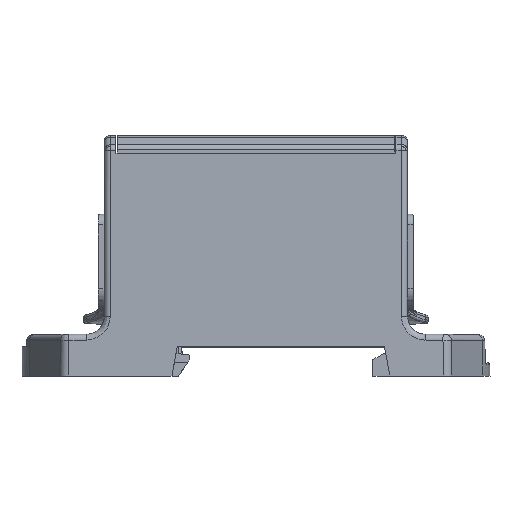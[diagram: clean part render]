
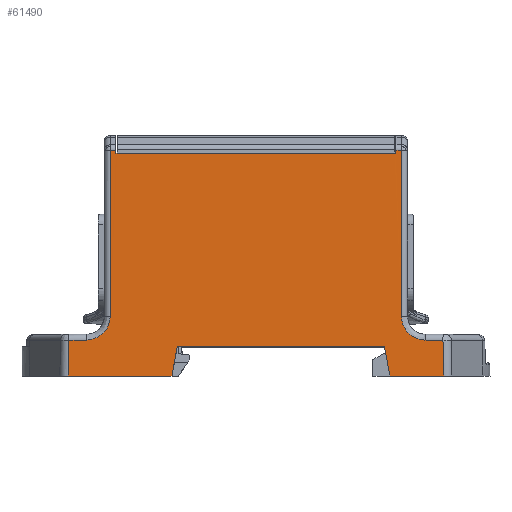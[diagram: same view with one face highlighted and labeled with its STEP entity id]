
A CAD part, top view. The second image highlights one B-rep face of the part: STEP entity #61490.
In plain terms, the highlighted planar face has unit normal (0, 0.009, 1).
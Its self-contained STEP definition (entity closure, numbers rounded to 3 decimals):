
#17710=CARTESIAN_POINT('',(-34.11,-0.,22.319));
#17720=VERTEX_POINT('',#17710);
#17750=CARTESIAN_POINT('',(0.,0.,22.319));
#17760=DIRECTION('',(1.,0.,0.));
#17770=VECTOR('',#17760,1.);
#17780=LINE('',#17750,#17770);
#17790=CARTESIAN_POINT('',(-16.482,0.,22.319));
#17800=VERTEX_POINT('',#17790);
#17810=EDGE_CURVE('',#17720,#17800,#17780,.T.);
#50300=CARTESIAN_POINT('',(19.776,4.,
22.284));
#50310=VERTEX_POINT('',#50300);
#56550=CARTESIAN_POINT('',(20.482,0.,22.319));
#56560=VERTEX_POINT('',#56550);
#56590=CARTESIAN_POINT('',(-4.5,0.,22.319));
#56600=DIRECTION('',(1.,0.,0.));
#56610=VECTOR('',#56600,1.);
#56620=LINE('',#56590,#56610);
#56630=CARTESIAN_POINT('',(29.61,0.,
22.319));
#56640=VERTEX_POINT('',#56630);
#56650=EDGE_CURVE('',#56560,#56640,#56620,.T.);
#59670=CARTESIAN_POINT('',(-17.716,20.964,
22.136));
#59680=DIRECTION('',(-0.,0.009,1.));
#59690=DIRECTION('',(1.,0.,0.));
#59700=AXIS2_PLACEMENT_3D('',#59670,#59680,#59690);
#59710=PLANE('',#59700);
#59720=CARTESIAN_POINT('',(-25.674,0.5,22.319));
#59730=DIRECTION('',(-0.009,1.,
-0.009));
#59740=VECTOR('',#59730,1.);
#59750=LINE('',#59720,#59740);
#59760=CARTESIAN_POINT('',(-26.004,37.829,21.989));
#59770=VERTEX_POINT('',#59760);
#59780=CARTESIAN_POINT('',(-26.009,38.364,
21.984));
#59790=VERTEX_POINT('',#59780);
#59800=EDGE_CURVE('',#59770,#59790,#59750,.T.);
#59810=ORIENTED_EDGE('',*,*,#59800,.T.);
#59820=CARTESIAN_POINT('',(0.,37.829,21.993));
#59830=DIRECTION('',(1.,0.,0.));
#59840=VECTOR('',#59830,1.);
#59850=LINE('',#59820,#59840);
#59860=CARTESIAN_POINT('',(-25.8,37.829,21.994));
#59870=VERTEX_POINT('',#59860);
#59880=EDGE_CURVE('',#59770,#59870,#59850,.T.);
#59890=ORIENTED_EDGE('',*,*,#59880,.F.);
#59900=CARTESIAN_POINT('',(-25.8,37.829,21.994));
#59910=CARTESIAN_POINT('',(-21.875,37.829,21.994));
#59920=CARTESIAN_POINT('',(-17.95,37.829,21.994));
#59930=CARTESIAN_POINT('',(-10.1,37.829,21.994));
#59940=CARTESIAN_POINT('',(-6.175,37.829,
21.994));
#59950=CARTESIAN_POINT('',(1.675,37.829,21.994));
#59960=CARTESIAN_POINT('',(5.6,37.829,
21.994));
#59970=CARTESIAN_POINT('',(13.45,37.829,21.994));
#59980=CARTESIAN_POINT('',(17.375,37.829,21.994));
#59990=CARTESIAN_POINT('',(21.3,37.829,21.994));
#60000=B_SPLINE_CURVE_WITH_KNOTS('',3,(#59900,#59910,#59920,#59930,
#59940,#59950,#59960,#59970,#59980,#59990),.UNSPECIFIED.,.F.,.F.,(4,2,2,
2,4),(0.,11.775,23.55,35.325,47.1),.UNSPECIFIED.);
#60010=CARTESIAN_POINT('',(21.3,37.829,21.994));
#60020=VERTEX_POINT('',#60010);
#60030=EDGE_CURVE('',#59870,#60020,#60000,.T.);
#60040=ORIENTED_EDGE('',*,*,#60030,.F.);
#60050=CARTESIAN_POINT('',(21.504,37.829,21.989));
#60060=VERTEX_POINT('',#60050);
#60070=EDGE_CURVE('',#60020,#60060,#59850,.T.);
#60080=ORIENTED_EDGE('',*,*,#60070,.F.);
#60090=CARTESIAN_POINT('',(21.174,0.5,22.319));
#60100=DIRECTION('',(-0.009,-1.,
0.009));
#60110=VECTOR('',#60100,1.);
#60120=LINE('',#60090,#60110);
#60130=CARTESIAN_POINT('',(21.509,38.363,
21.984));
#60140=VERTEX_POINT('',#60130);
#60150=EDGE_CURVE('',#60140,#60060,#60120,.T.);
#60160=ORIENTED_EDGE('',*,*,#60150,.T.);
#60170=CARTESIAN_POINT('',(0.,38.363,21.984));
#60180=DIRECTION('',(-1.,0.,0.));
#60190=VECTOR('',#60180,1.);
#60200=LINE('',#60170,#60190);
#60210=CARTESIAN_POINT('',(22.5,38.363,21.984));
#60220=VERTEX_POINT('',#60210);
#60230=EDGE_CURVE('',#60220,#60140,#60200,.T.);
#60240=ORIENTED_EDGE('',*,*,#60230,.T.);
#60250=CARTESIAN_POINT('',(22.5,0.009,22.319));
#60260=DIRECTION('',(0.,1.,-0.009));
#60270=VECTOR('',#60260,1.);
#60280=LINE('',#60250,#60270);
#60290=CARTESIAN_POINT('',(22.5,10.105,22.231));
#60300=VERTEX_POINT('',#60290);
#60310=EDGE_CURVE('',#60300,#60220,#60280,.T.);
#60320=ORIENTED_EDGE('',*,*,#60310,.T.);
#60330=CARTESIAN_POINT('',(22.5,10.105,22.231));
#60340=CARTESIAN_POINT('',(22.5,10.051,
22.231));
#60350=CARTESIAN_POINT('',(22.501,9.997,
22.232));
#60360=CARTESIAN_POINT('',(22.525,9.412,
22.237));
#60370=CARTESIAN_POINT('',(22.652,8.889,
22.241));
#60380=CARTESIAN_POINT('',(23.074,7.989,
22.249));
#60390=CARTESIAN_POINT('',(23.34,7.61,
22.252));
#60400=CARTESIAN_POINT('',(23.664,7.284,
22.255));
#60410=CARTESIAN_POINT('',(24.131,6.814,
22.259));
#60420=CARTESIAN_POINT('',(24.709,6.467,
22.262));
#60430=CARTESIAN_POINT('',(25.657,6.181,
22.265));
#60440=CARTESIAN_POINT('',(25.98,6.126,
22.265));
#60450=CARTESIAN_POINT('',(26.358,6.107,
22.266));
#60460=CARTESIAN_POINT('',(26.411,6.105,
22.266));
#60470=CARTESIAN_POINT('',(26.465,6.105,
22.266));
#60480=B_SPLINE_CURVE_WITH_KNOTS('',3,(#60330,#60340,#60350,#60360,
#60370,#60380,#60390,#60400,#60410,#60420,#60430,#60440,#60450,#60460,
#60470),.UNSPECIFIED.,.F.,.F.,(4,2,2,3,2,2,4),(0.,0.142,
1.541,2.744,4.481,5.338,
5.48),.UNSPECIFIED.);
#60490=CARTESIAN_POINT('',(26.465,6.105,
22.266));
#60500=VERTEX_POINT('',#60490);
#60510=EDGE_CURVE('',#60300,#60500,#60480,.T.);
#60520=ORIENTED_EDGE('',*,*,#60510,.F.);
#60530=CARTESIAN_POINT('',(0.,6.336,22.264));
#60540=DIRECTION('',(1.,-0.009,
0.));
#60550=VECTOR('',#60540,1.);
#60560=LINE('',#60530,#60550);
#60570=CARTESIAN_POINT('',(29.516,6.078,
22.266));
#60580=VERTEX_POINT('',#60570);
#60590=EDGE_CURVE('',#60500,#60580,#60560,.T.);
#60600=ORIENTED_EDGE('',*,*,#60590,.F.);
#60610=CARTESIAN_POINT('',(29.61,0.013,
22.319));
#60620=DIRECTION('',(0.015,-1.,
0.009));
#60630=VECTOR('',#60620,1.);
#60640=LINE('',#60610,#60630);
#60650=EDGE_CURVE('',#60580,#56640,#60640,.T.);
#60660=ORIENTED_EDGE('',*,*,#60650,.F.);
#60670=ORIENTED_EDGE('',*,*,#56650,.T.);
#60680=CARTESIAN_POINT('',(19.776,4.,
22.284));
#60690=DIRECTION('',(0.174,-0.985,
0.009));
#60700=VECTOR('',#60690,1.);
#60710=LINE('',#60680,#60700);
#60720=EDGE_CURVE('',#50310,#56560,#60710,.T.);
#60730=ORIENTED_EDGE('',*,*,#60720,.T.);
#60740=CARTESIAN_POINT('',(19.6,5.,22.275));
#60750=DIRECTION('',(0.174,-0.985,
0.009));
#60760=VECTOR('',#60750,1.);
#60770=LINE('',#60740,#60760);
#60780=CARTESIAN_POINT('',(19.6,5.,22.275));
#60790=VERTEX_POINT('',#60780);
#60800=EDGE_CURVE('',#60790,#50310,#60770,.T.);
#60810=ORIENTED_EDGE('',*,*,#60800,.T.);
#60820=CARTESIAN_POINT('',(19.6,5.,22.275));
#60830=DIRECTION('',(-1.,0.,0.));
#60840=VECTOR('',#60830,1.);
#60850=LINE('',#60820,#60840);
#60860=CARTESIAN_POINT('',(-15.6,5.,22.275));
#60870=VERTEX_POINT('',#60860);
#60880=EDGE_CURVE('',#60790,#60870,#60850,.T.);
#60890=ORIENTED_EDGE('',*,*,#60880,.F.);
#60900=CARTESIAN_POINT('',(-15.6,5.,22.275));
#60910=DIRECTION('',(-0.174,-0.985,
0.009));
#60920=VECTOR('',#60910,1.);
#60930=LINE('',#60900,#60920);
#60940=EDGE_CURVE('',#60870,#17800,#60930,.T.);
#60950=ORIENTED_EDGE('',*,*,#60940,.F.);
#60960=ORIENTED_EDGE('',*,*,#17810,.T.);
#60970=CARTESIAN_POINT('',(-34.11,0.013,
22.319));
#60980=DIRECTION('',(0.015,1.,
-0.009));
#60990=VECTOR('',#60980,1.);
#61000=LINE('',#60970,#60990);
#61010=CARTESIAN_POINT('',(-34.016,6.078,
22.266));
#61020=VERTEX_POINT('',#61010);
#61030=EDGE_CURVE('',#17720,#61020,#61000,.T.);
#61040=ORIENTED_EDGE('',*,*,#61030,.F.);
#61050=CARTESIAN_POINT('',(0.,6.375,22.263));
#61060=DIRECTION('',(1.,0.009,
0.));
#61070=VECTOR('',#61060,1.);
#61080=LINE('',#61050,#61070);
#61090=CARTESIAN_POINT('',(-30.965,6.105,
22.266));
#61100=VERTEX_POINT('',#61090);
#61110=EDGE_CURVE('',#61020,#61100,#61080,.T.);
#61120=ORIENTED_EDGE('',*,*,#61110,.F.);
#61130=CARTESIAN_POINT('',(-30.965,6.105,
22.266));
#61140=CARTESIAN_POINT('',(-30.912,6.105,
22.266));
#61150=CARTESIAN_POINT('',(-30.858,6.107,
22.266));
#61160=CARTESIAN_POINT('',(-30.277,6.135,
22.265));
#61170=CARTESIAN_POINT('',(-29.759,6.266,
22.264));
#61180=CARTESIAN_POINT('',(-28.865,6.691,
22.26));
#61190=CARTESIAN_POINT('',(-28.487,6.959,
22.258));
#61200=CARTESIAN_POINT('',(-28.164,7.284,
22.255));
#61210=CARTESIAN_POINT('',(-27.696,7.755,
22.251));
#61220=CARTESIAN_POINT('',(-27.352,8.334,
22.246));
#61230=CARTESIAN_POINT('',(-27.07,9.288,
22.238));
#61240=CARTESIAN_POINT('',(-27.017,9.615,
22.235));
#61250=CARTESIAN_POINT('',(-27.001,9.997,
22.232));
#61260=CARTESIAN_POINT('',(-27.,10.051,
22.231));
#61270=CARTESIAN_POINT('',(-27.,10.105,22.231));
#61280=B_SPLINE_CURVE_WITH_KNOTS('',3,(#61130,#61140,#61150,#61160,
#61170,#61180,#61190,#61200,#61210,#61220,#61230,#61240,#61250,#61260,
#61270),.UNSPECIFIED.,.F.,.F.,(4,2,2,3,2,2,4),(0.,0.141,
1.531,2.733,4.47,5.338,
5.48),.UNSPECIFIED.);
#61290=CARTESIAN_POINT('',(-27.,10.105,22.231));
#61300=VERTEX_POINT('',#61290);
#61310=EDGE_CURVE('',#61100,#61300,#61280,.T.);
#61320=ORIENTED_EDGE('',*,*,#61310,.F.);
#61330=CARTESIAN_POINT('',(-27.,0.009,22.319));
#61340=DIRECTION('',(0.,1.,-0.009));
#61350=VECTOR('',#61340,1.);
#61360=LINE('',#61330,#61350);
#61370=CARTESIAN_POINT('',(-27.,38.364,21.984));
#61380=VERTEX_POINT('',#61370);
#61390=EDGE_CURVE('',#61300,#61380,#61360,.T.);
#61400=ORIENTED_EDGE('',*,*,#61390,.F.);
#61410=CARTESIAN_POINT('',(0.,38.364,21.984));
#61420=DIRECTION('',(-1.,0.,0.));
#61430=VECTOR('',#61420,1.);
#61440=LINE('',#61410,#61430);
#61450=EDGE_CURVE('',#59790,#61380,#61440,.T.);
#61460=ORIENTED_EDGE('',*,*,#61450,.T.);
#61470=EDGE_LOOP('',(#61460,#61400,#61320,#61120,#61040,#60960,#60950,
#60890,#60810,#60730,#60670,#60660,#60600,#60520,#60320,#60240,#60160,
#60080,#60040,#59890,#59810));
#61480=FACE_OUTER_BOUND('',#61470,.T.);
#61490=ADVANCED_FACE('',(#61480),#59710,.T.);
